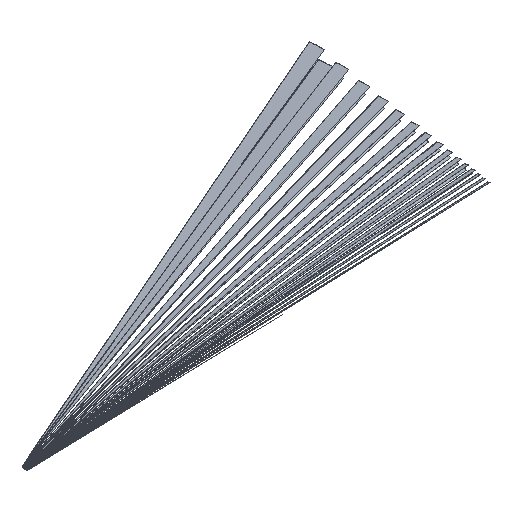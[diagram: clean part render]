
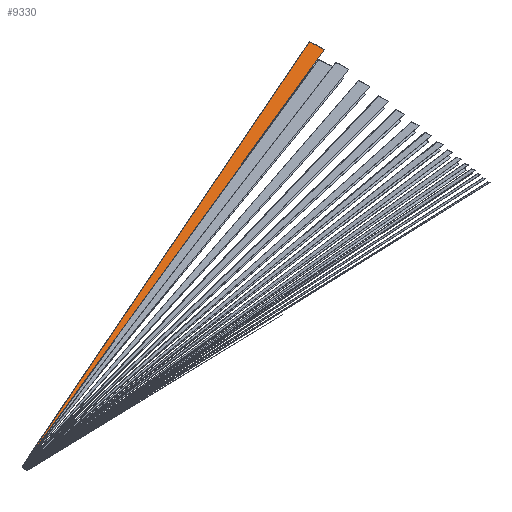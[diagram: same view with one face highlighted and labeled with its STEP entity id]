
A CAD part, isometric view. The second image highlights one B-rep face of the part: STEP entity #9330.
In plain terms, the highlighted planar face has unit normal (-0.063, 0.015, 0.998).
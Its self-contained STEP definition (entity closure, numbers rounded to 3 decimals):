
#8556 = PLANE('',#8557);
#8557 = AXIS2_PLACEMENT_3D('',#8558,#8559,#8560);
#8558 = CARTESIAN_POINT('',(750.,150.,150.));
#8559 = DIRECTION('',(-1.,0.,0.));
#8560 = DIRECTION('',(0.,0.,-1.));
#8635 = PLANE('',#8636);
#8636 = AXIS2_PLACEMENT_3D('',#8637,#8638,#8639);
#8637 = CARTESIAN_POINT('',(20.,4.,4.));
#8638 = DIRECTION('',(1.,0.,0.));
#8639 = DIRECTION('',(0.,0.,1.));
#9056 = PLANE('',#9057);
#9057 = AXIS2_PLACEMENT_3D('',#9058,#9059,#9060);
#9058 = CARTESIAN_POINT('',(385.,156.256,22.155));
#9059 = DIRECTION('',(0.374,-0.927,0.037)
  );
#9060 = DIRECTION('',(-0.927,-0.374,0.));
#9117 = EDGE_CURVE('',#9118,#9120,#9122,.T.);
#9118 = VERTEX_POINT('',#9119);
#9119 = CARTESIAN_POINT('',(20.,8.123,1.301));
#9120 = VERTEX_POINT('',#9121);
#9121 = CARTESIAN_POINT('',(750.,304.4,43.308));
#9122 = SURFACE_CURVE('',#9123,(#9127,#9133),.PCURVE_S1.);
#9123 = LINE('',#9124,#9125);
#9124 = CARTESIAN_POINT('',(20.,8.123,1.301));
#9125 = VECTOR('',#9126,1.);
#9126 = DIRECTION('',(0.925,0.376,0.053)
  );
#9127 = PCURVE('',#9056,#9128);
#9128 = DEFINITIONAL_REPRESENTATION('',(#9129),#9132);
#9129 = B_SPLINE_CURVE_WITH_KNOTS('',1,(#9130,#9131),.UNSPECIFIED.,.F.,
  .F.,(2,2),(0.,788.952),.PIECEWISE_BEZIER_KNOTS.);
#9130 = CARTESIAN_POINT('',(393.913,20.868));
#9131 = CARTESIAN_POINT('',(-393.918,-21.169));
#9132 = ( GEOMETRIC_REPRESENTATION_CONTEXT(2) 
PARAMETRIC_REPRESENTATION_CONTEXT() REPRESENTATION_CONTEXT('2D SPACE',''
  ) );
#9133 = PCURVE('',#9134,#9139);
#9134 = PLANE('',#9135);
#9135 = AXIS2_PLACEMENT_3D('',#9136,#9137,#9138);
#9136 = CARTESIAN_POINT('',(389.993,152.496,
    22.677));
#9137 = DIRECTION('',(0.063,-0.015,
    -0.998));
#9138 = DIRECTION('',(-0.998,0.,
    -0.063));
#9139 = DEFINITIONAL_REPRESENTATION('',(#9140),#9144);
#9140 = LINE('',#9141,#9142);
#9141 = CARTESIAN_POINT('',(370.604,-144.388));
#9142 = VECTOR('',#9143,1.);
#9143 = DIRECTION('',(-0.927,0.376));
#9144 = ( GEOMETRIC_REPRESENTATION_CONTEXT(2) 
PARAMETRIC_REPRESENTATION_CONTEXT() REPRESENTATION_CONTEXT('2D SPACE',''
  ) );
#9230 = PLANE('',#9231);
#9231 = AXIS2_PLACEMENT_3D('',#9232,#9233,#9234);
#9232 = CARTESIAN_POINT('',(385.,144.763,22.324));
#9233 = DIRECTION('',(-0.35,0.936,-0.036
    ));
#9234 = DIRECTION('',(0.937,0.35,0.));
#9265 = EDGE_CURVE('',#9266,#9268,#9270,.T.);
#9266 = VERTEX_POINT('',#9267);
#9267 = CARTESIAN_POINT('',(750.,282.012,43.638));
#9268 = VERTEX_POINT('',#9269);
#9269 = CARTESIAN_POINT('',(20.,7.526,1.31));
#9270 = SURFACE_CURVE('',#9271,(#9275,#9281),.PCURVE_S1.);
#9271 = LINE('',#9272,#9273);
#9272 = CARTESIAN_POINT('',(750.,282.012,43.638));
#9273 = VECTOR('',#9274,1.);
#9274 = DIRECTION('',(-0.935,-0.351,
    -0.054));
#9275 = PCURVE('',#9230,#9276);
#9276 = DEFINITIONAL_REPRESENTATION('',(#9277),#9280);
#9277 = B_SPLINE_CURVE_WITH_KNOTS('',1,(#9278,#9279),.UNSPECIFIED.,.F.,
  .F.,(2,2),(0.,781.047),.PIECEWISE_BEZIER_KNOTS.);
#9278 = CARTESIAN_POINT('',(389.951,-21.328));
#9279 = CARTESIAN_POINT('',(-389.947,21.027));
#9280 = ( GEOMETRIC_REPRESENTATION_CONTEXT(2) 
PARAMETRIC_REPRESENTATION_CONTEXT() REPRESENTATION_CONTEXT('2D SPACE',''
  ) );
#9281 = PCURVE('',#9134,#9282);
#9282 = DEFINITIONAL_REPRESENTATION('',(#9283),#9287);
#9283 = LINE('',#9284,#9285);
#9284 = CARTESIAN_POINT('',(-360.611,129.53));
#9285 = VECTOR('',#9286,1.);
#9286 = DIRECTION('',(0.936,-0.351));
#9287 = ( GEOMETRIC_REPRESENTATION_CONTEXT(2) 
PARAMETRIC_REPRESENTATION_CONTEXT() REPRESENTATION_CONTEXT('2D SPACE',''
  ) );
#9330 = ADVANCED_FACE('',(#9331),#9134,.F.);
#9331 = FACE_BOUND('',#9332,.F.);
#9332 = EDGE_LOOP('',(#9333,#9354,#9355,#9375));
#9333 = ORIENTED_EDGE('',*,*,#9334,.T.);
#9334 = EDGE_CURVE('',#9120,#9266,#9335,.T.);
#9335 = SURFACE_CURVE('',#9336,(#9340,#9347),.PCURVE_S1.);
#9336 = LINE('',#9337,#9338);
#9337 = CARTESIAN_POINT('',(750.,304.4,43.308));
#9338 = VECTOR('',#9339,1.);
#9339 = DIRECTION('',(0.,-1.,0.015));
#9340 = PCURVE('',#9134,#9341);
#9341 = DEFINITIONAL_REPRESENTATION('',(#9342),#9346);
#9342 = LINE('',#9343,#9344);
#9343 = CARTESIAN_POINT('',(-360.59,151.92));
#9344 = VECTOR('',#9345,1.);
#9345 = DIRECTION('',(-0.001,-1.));
#9346 = ( GEOMETRIC_REPRESENTATION_CONTEXT(2) 
PARAMETRIC_REPRESENTATION_CONTEXT() REPRESENTATION_CONTEXT('2D SPACE',''
  ) );
#9347 = PCURVE('',#8556,#9348);
#9348 = DEFINITIONAL_REPRESENTATION('',(#9349),#9353);
#9349 = LINE('',#9350,#9351);
#9350 = CARTESIAN_POINT('',(106.692,-154.4));
#9351 = VECTOR('',#9352,1.);
#9352 = DIRECTION('',(-0.015,1.));
#9353 = ( GEOMETRIC_REPRESENTATION_CONTEXT(2) 
PARAMETRIC_REPRESENTATION_CONTEXT() REPRESENTATION_CONTEXT('2D SPACE',''
  ) );
#9354 = ORIENTED_EDGE('',*,*,#9265,.T.);
#9355 = ORIENTED_EDGE('',*,*,#9356,.F.);
#9356 = EDGE_CURVE('',#9118,#9268,#9357,.T.);
#9357 = SURFACE_CURVE('',#9358,(#9362,#9368),.PCURVE_S1.);
#9358 = LINE('',#9359,#9360);
#9359 = CARTESIAN_POINT('',(20.,8.123,1.301));
#9360 = VECTOR('',#9361,1.);
#9361 = DIRECTION('',(0.,-1.,0.015));
#9362 = PCURVE('',#9134,#9363);
#9363 = DEFINITIONAL_REPRESENTATION('',(#9364),#9367);
#9364 = B_SPLINE_CURVE_WITH_KNOTS('',1,(#9365,#9366),.UNSPECIFIED.,.F.,
  .F.,(2,2),(0.,0.597),.PIECEWISE_BEZIER_KNOTS.);
#9365 = CARTESIAN_POINT('',(370.604,-144.388));
#9366 = CARTESIAN_POINT('',(370.604,-144.986));
#9367 = ( GEOMETRIC_REPRESENTATION_CONTEXT(2) 
PARAMETRIC_REPRESENTATION_CONTEXT() REPRESENTATION_CONTEXT('2D SPACE',''
  ) );
#9368 = PCURVE('',#8635,#9369);
#9369 = DEFINITIONAL_REPRESENTATION('',(#9370),#9374);
#9370 = LINE('',#9371,#9372);
#9371 = CARTESIAN_POINT('',(-2.699,-4.123));
#9372 = VECTOR('',#9373,1.);
#9373 = DIRECTION('',(0.015,1.));
#9374 = ( GEOMETRIC_REPRESENTATION_CONTEXT(2) 
PARAMETRIC_REPRESENTATION_CONTEXT() REPRESENTATION_CONTEXT('2D SPACE',''
  ) );
#9375 = ORIENTED_EDGE('',*,*,#9117,.T.);
